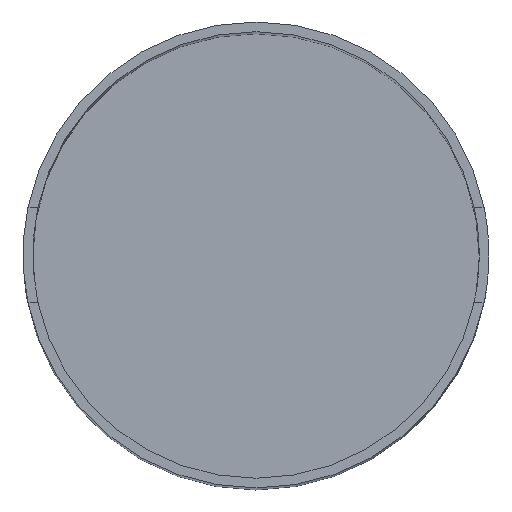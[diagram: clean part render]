
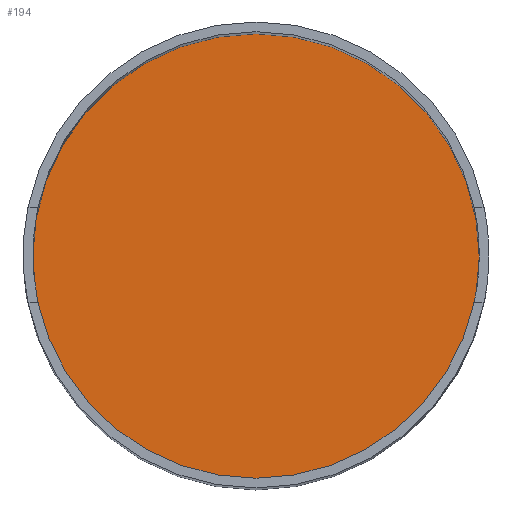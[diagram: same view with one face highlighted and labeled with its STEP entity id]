
A CAD part, top view. The second image highlights one B-rep face of the part: STEP entity #194.
In plain terms, the highlighted planar face has unit normal (0, 0, 1).
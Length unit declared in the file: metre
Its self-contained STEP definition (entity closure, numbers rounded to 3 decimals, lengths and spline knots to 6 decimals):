
#21=CIRCLE('',#227,0.0115);
#42=ORIENTED_EDGE('',*,*,#91,.T.);
#91=EDGE_CURVE('',#115,#115,#21,.T.);
#115=VERTEX_POINT('',#334);
#157=EDGE_LOOP('',(#42));
#171=FACE_BOUND('',#157,.T.);
#183=PLANE('',#226);
#194=ADVANCED_FACE('',(#171),#183,.F.);
#226=AXIS2_PLACEMENT_3D('',#332,#269,#270);
#227=AXIS2_PLACEMENT_3D('',#333,#271,#272);
#269=DIRECTION('',(0.,0.,-1.));
#270=DIRECTION('',(1.,0.,0.));
#271=DIRECTION('',(0.,0.,1.));
#272=DIRECTION('',(1.,0.,0.));
#332=CARTESIAN_POINT('',(0.,0.,-0.0603));
#333=CARTESIAN_POINT('',(0.,0.,-0.0603));
#334=CARTESIAN_POINT('',(0.0115,0.,-0.0603));
